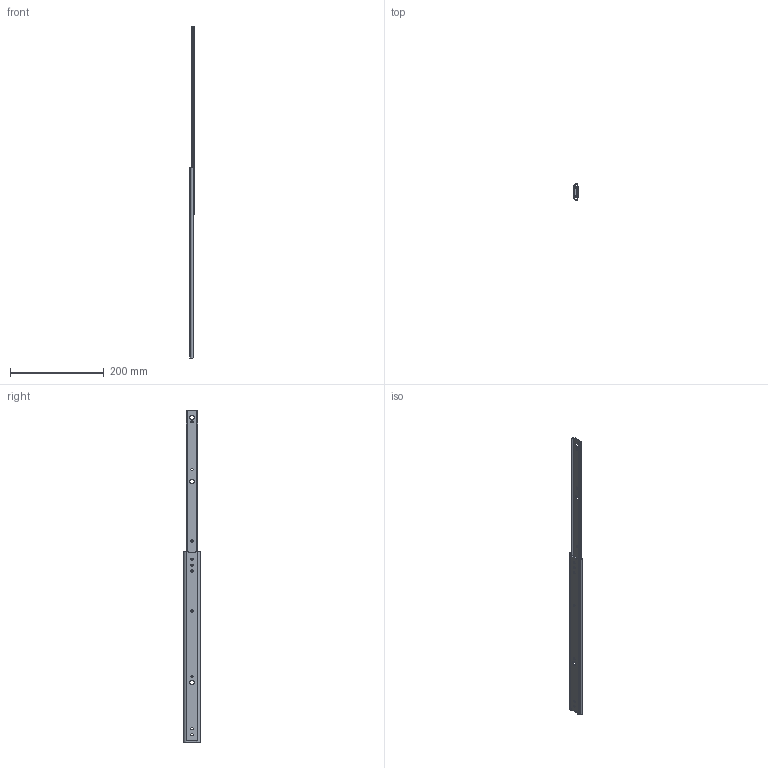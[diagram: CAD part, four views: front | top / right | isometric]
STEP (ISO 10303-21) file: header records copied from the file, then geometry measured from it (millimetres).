
FILE_DESCRIPTION (( 'STEP AP203' ), '1' );
FILE_NAME ('U20-16.STEP', '2020-06-25T07:51:45', ( '' ), ( '' ), 'SwSTEP 2.0', 'SolidWorks 2019', '' );
FILE_SCHEMA (( 'CONFIG_CONTROL_DESIGN' ));
Length unit declared in the file: millimetre
Products named in the file (3): OM U20-16; U20-16; IM U20-16
Assembly tree (2 placements, depth 2):
  U20-16
    OM U20-16
    IM U20-16
Bounding box: 9.5 x 35.08 x 709.2 mm (x, y, z)
Volume: 47753.3 mm3; surface area: 66691.9 mm2
Topology: 2 solids, 2 shells, 149 faces, 433 edges, 288 vertices
Faces by surface type: cylinder 75, plane 74
Entity records: 5426 total; most frequent: CARTESIAN_POINT 1067, ORIENTED_EDGE 866, DIRECTION 851, EDGE_CURVE 433, AXIS2_PLACEMENT_3D 296, VERTEX_POINT 288, LINE 259, VECTOR 259
